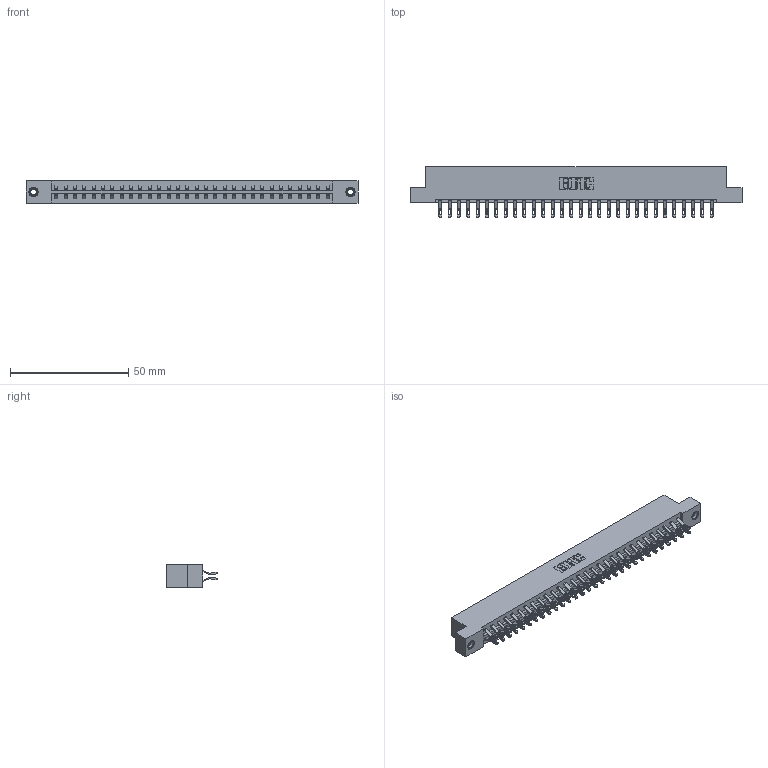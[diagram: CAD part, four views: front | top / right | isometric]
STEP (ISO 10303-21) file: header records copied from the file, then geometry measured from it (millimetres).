
FILE_DESCRIPTION (( 'STEP AP203' ), '1' );
FILE_NAME ('833-060-555-207.STEP', '2020-06-05T04:25:55', ( '' ), ( '' ), 'SwSTEP 2.0', 'SolidWorks 2020', '' );
FILE_SCHEMA (( 'CONFIG_CONTROL_DESIGN' ));
Length unit declared in the file: inch
Products named in the file (4): 345-250-001_345-250-005-103; 345-292-001_555 Tail; 833-060-555-207; 833 Part_Flush - .156 Dia - TI
Assembly tree (63 placements, depth 2):
  833-060-555-207
    833 Part_Flush - .156 Dia - TI
    345-292-001_555 Tail  x60
    345-250-001_345-250-005-103  x2
Bounding box: 140.41 x 21.47 x 9.4 mm (x, y, z)
Volume: 14383.5 mm3; surface area: 17560.9 mm2
Topology: 63 solids, 63 shells, 3654 faces, 11427 edges, 7610 vertices
Faces by surface type: plane 2142, cylinder 1496, cone 12, torus 4
Entity records: 22364 total; most frequent: CARTESIAN_POINT 3739, ORIENTED_EDGE 3638, DIRECTION 3217, EDGE_CURVE 1819, LINE 1651, VECTOR 1651, VERTEX_POINT 1208, AXIS2_PLACEMENT_3D 783
